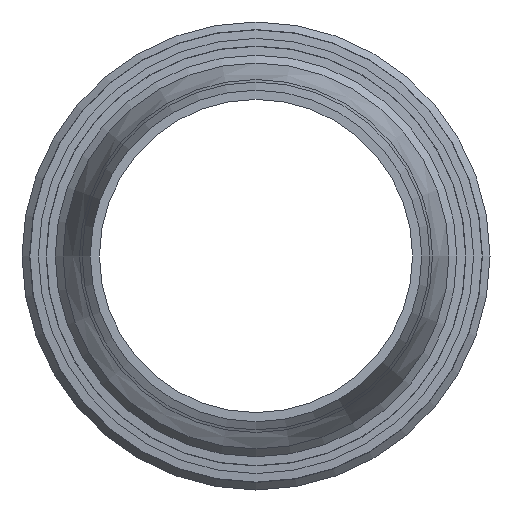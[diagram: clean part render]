
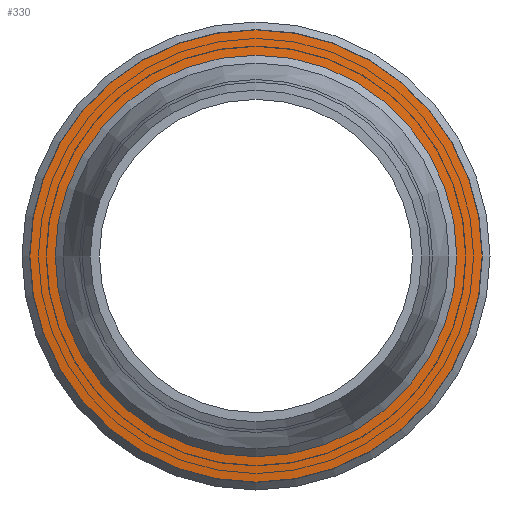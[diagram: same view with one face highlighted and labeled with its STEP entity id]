
A CAD part, front view. The second image highlights one B-rep face of the part: STEP entity #330.
In plain terms, the highlighted conical face has half-angle 85 degrees and reference radius 24.675 mm.
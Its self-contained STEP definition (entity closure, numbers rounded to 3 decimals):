
#62=FACE_BOUND('',#146,.T.);
#91=FACE_OUTER_BOUND('',#145,.T.);
#145=EDGE_LOOP('',(#290));
#146=EDGE_LOOP('',(#291));
#178=CIRCLE('',#386,26.137);
#179=CIRCLE('',#388,23.213);
#207=VERTEX_POINT('',#588);
#208=VERTEX_POINT('',#591);
#236=EDGE_CURVE('',#207,#207,#178,.T.);
#237=EDGE_CURVE('',#208,#208,#179,.T.);
#290=ORIENTED_EDGE('',*,*,#236,.T.);
#291=ORIENTED_EDGE('',*,*,#237,.F.);
#303=CONICAL_SURFACE('',#387,24.675,85.);
#330=ADVANCED_FACE('',(#91,#62),#303,.T.);
#386=AXIS2_PLACEMENT_3D('',#589,#496,#497);
#387=AXIS2_PLACEMENT_3D('',#590,#498,#499);
#388=AXIS2_PLACEMENT_3D('',#592,#500,#501);
#496=DIRECTION('center_axis',(0.,-1.,0.));
#497=DIRECTION('ref_axis',(1.,0.,0.));
#498=DIRECTION('center_axis',(0.,1.,0.));
#499=DIRECTION('ref_axis',(1.,0.,0.));
#500=DIRECTION('center_axis',(0.,-1.,0.));
#501=DIRECTION('ref_axis',(1.,0.,0.));
#588=CARTESIAN_POINT('',(26.137,32.964,0.));
#589=CARTESIAN_POINT('Origin',(0.,32.964,0.));
#590=CARTESIAN_POINT('Origin',(0.,32.836,0.));
#591=CARTESIAN_POINT('',(23.213,32.708,0.));
#592=CARTESIAN_POINT('Origin',(0.,32.708,0.));
